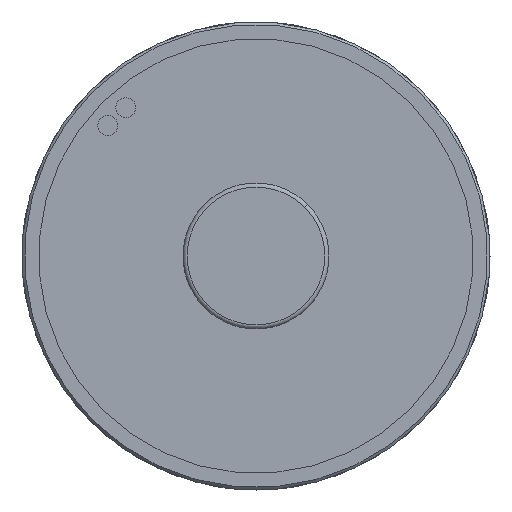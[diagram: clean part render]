
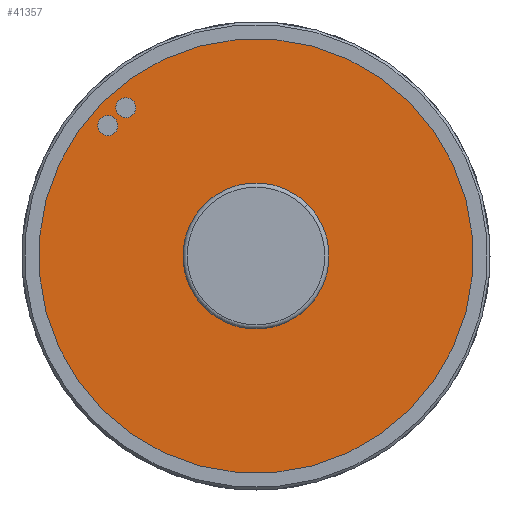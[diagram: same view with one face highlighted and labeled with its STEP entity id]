
A CAD part, left-side view. The second image highlights one B-rep face of the part: STEP entity #41357.
In plain terms, the highlighted face is planar.
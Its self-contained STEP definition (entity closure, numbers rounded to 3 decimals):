
#34917=CARTESIAN_POINT('',(128.,0.,0.));
#34918=DIRECTION('',(1.,0.,0.));
#34919=DIRECTION('',(0.,0.,-1.));
#34920=AXIS2_PLACEMENT_3D('',#34917,#34918,#34919);
#34931=CARTESIAN_POINT('',(128.,0.,0.));
#34932=DIRECTION('',(-1.,0.,0.));
#34933=DIRECTION('',(0.,0.,-1.));
#34934=AXIS2_PLACEMENT_3D('',#34931,#34932,#34933);
#34940=CARTESIAN_POINT('',(128.,0.,0.));
#34941=DIRECTION('',(1.,0.,0.));
#34942=DIRECTION('',(0.,0.,-1.));
#34943=AXIS2_PLACEMENT_3D('',#34940,#34941,#34942);
#34945=CARTESIAN_POINT('',(128.,0.,0.));
#34946=DIRECTION('',(-1.,0.,0.));
#34947=DIRECTION('',(0.,0.,-1.));
#34948=AXIS2_PLACEMENT_3D('',#34945,#34946,#34947);
#34950=CARTESIAN_POINT('',(128.,-23.56,1.528));
#34951=DIRECTION('',(1.,0.,0.));
#34952=DIRECTION('',(0.,1.,0.));
#34953=AXIS2_PLACEMENT_3D('',#34950,#34951,#34952);
#34955=CARTESIAN_POINT('',(128.,-23.56,1.528));
#34956=DIRECTION('',(1.,0.,0.));
#34957=DIRECTION('',(0.,-1.,0.));
#34958=AXIS2_PLACEMENT_3D('',#34955,#34956,#34957);
#34960=CARTESIAN_POINT('',(128.,-23.56,-1.501));
#34961=DIRECTION('',(1.,0.,0.));
#34962=DIRECTION('',(0.,1.,0.));
#34963=AXIS2_PLACEMENT_3D('',#34960,#34961,#34962);
#34965=CARTESIAN_POINT('',(128.,-23.56,-1.501));
#34966=DIRECTION('',(1.,0.,0.));
#34967=DIRECTION('',(0.,-1.,0.));
#34968=AXIS2_PLACEMENT_3D('',#34965,#34966,#34967);
#35468=CARTESIAN_POINT('',(128.,0.,-8.75));
#35469=CARTESIAN_POINT('',(128.,0.,8.75));
#35470=VERTEX_POINT('',#35468);
#35471=VERTEX_POINT('',#35469);
#35472=CARTESIAN_POINT('',(128.,0.,-26.));
#35473=CARTESIAN_POINT('',(128.,0.,26.));
#35474=VERTEX_POINT('',#35472);
#35475=VERTEX_POINT('',#35473);
#36560=CARTESIAN_POINT('',(128.,-22.36,1.528));
#36561=CARTESIAN_POINT('',(128.,-24.76,1.528));
#36562=VERTEX_POINT('',#36560);
#36563=VERTEX_POINT('',#36561);
#36564=CARTESIAN_POINT('',(128.,-22.36,-1.501));
#36565=CARTESIAN_POINT('',(128.,-24.76,-1.501));
#36566=VERTEX_POINT('',#36564);
#36567=VERTEX_POINT('',#36565);
#41330=CARTESIAN_POINT('',(128.,0.,0.));
#41331=DIRECTION('',(1.,0.,0.));
#41332=DIRECTION('',(0.,0.,1.));
#41333=AXIS2_PLACEMENT_3D('',#41330,#41331,#41332);
#41334=PLANE('',#41333);
#41335=ORIENTED_EDGE('',*,*,#41324,.T.);
#41336=ORIENTED_EDGE('',*,*,#41310,.F.);
#41337=EDGE_LOOP('',(#41335,#41336));
#41338=FACE_OUTER_BOUND('',#41337,.F.);
#41340=ORIENTED_EDGE('',*,*,#41339,.T.);
#41342=ORIENTED_EDGE('',*,*,#41341,.F.);
#41343=EDGE_LOOP('',(#41340,#41342));
#41344=FACE_BOUND('',#41343,.F.);
#41346=ORIENTED_EDGE('',*,*,#41345,.T.);
#41348=ORIENTED_EDGE('',*,*,#41347,.T.);
#41349=EDGE_LOOP('',(#41346,#41348));
#41350=FACE_BOUND('',#41349,.F.);
#41352=ORIENTED_EDGE('',*,*,#41351,.T.);
#41354=ORIENTED_EDGE('',*,*,#41353,.T.);
#41355=EDGE_LOOP('',(#41352,#41354));
#41356=FACE_BOUND('',#41355,.F.);
#34921=CIRCLE('',#34920,26.);
#34935=CIRCLE('',#34934,26.);
#34944=CIRCLE('',#34943,8.75);
#34949=CIRCLE('',#34948,8.75);
#34954=CIRCLE('',#34953,1.2);
#34959=CIRCLE('',#34958,1.2);
#34964=CIRCLE('',#34963,1.2);
#34969=CIRCLE('',#34968,1.2);
#41310=EDGE_CURVE('',#35474,#35475,#34921,.T.);
#41324=EDGE_CURVE('',#35474,#35475,#34935,.T.);
#41339=EDGE_CURVE('',#35470,#35471,#34944,.T.);
#41341=EDGE_CURVE('',#35470,#35471,#34949,.T.);
#41345=EDGE_CURVE('',#36562,#36563,#34954,.T.);
#41347=EDGE_CURVE('',#36563,#36562,#34959,.T.);
#41351=EDGE_CURVE('',#36566,#36567,#34964,.T.);
#41353=EDGE_CURVE('',#36567,#36566,#34969,.T.);
#41357=ADVANCED_FACE('',(#41338,#41344,#41350,#41356),#41334,.T.);
